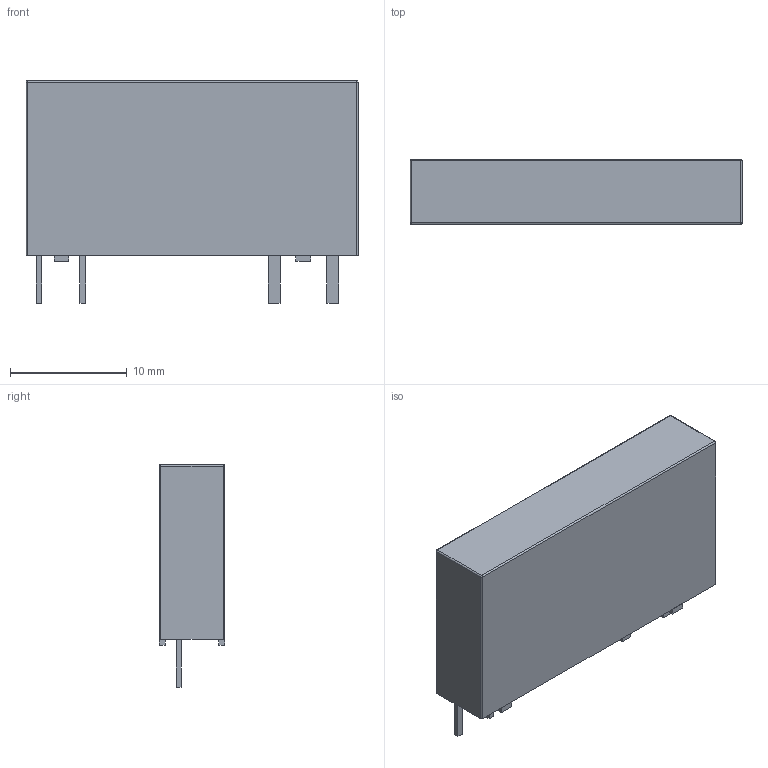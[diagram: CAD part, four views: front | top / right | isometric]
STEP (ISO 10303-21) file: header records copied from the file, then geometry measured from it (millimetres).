
FILE_DESCRIPTION((''),'2;1');
FILE_NAME('CRYDOM_CNxxxD.stp','2013-07-11T11:33:56',(''),(''),'Mechanical Desktop 2011','Mechanical Desktop 2011',', , ');
FILE_SCHEMA(('AUTOMOTIVE_DESIGN { 1 2 10303 214 1 1 1 1 }'));
Length unit declared in the file: millimetre
Products named in the file (1): Product
Bounding box: 28.44 x 5.58 x 19.08 mm (x, y, z)
Volume: 2382.8 mm3; surface area: 1382.4 mm2
Topology: 9 solids, 9 shells, 67 faces, 138 edges, 87 vertices
Faces by surface type: plane 54, cylinder 8, sphere 5
Entity records: 1766 total; most frequent: DIRECTION 292, CARTESIAN_POINT 291, ORIENTED_EDGE 272, EDGE_CURVE 136, VECTOR 116, LINE 116, AXIS2_PLACEMENT_3D 88, VERTEX_POINT 87
